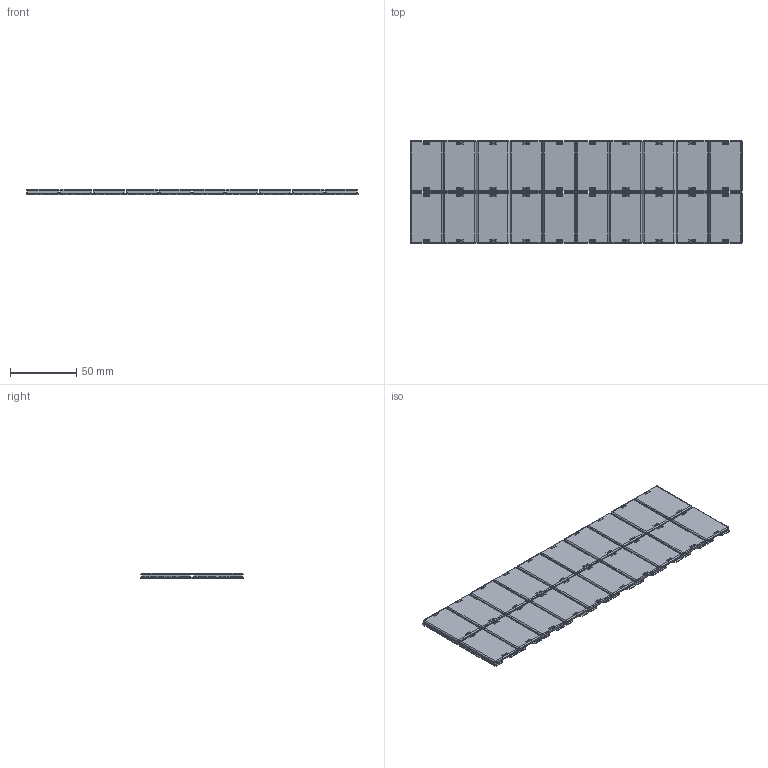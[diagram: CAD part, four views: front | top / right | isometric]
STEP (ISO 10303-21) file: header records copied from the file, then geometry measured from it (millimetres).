
FILE_DESCRIPTION (( 'STEP AP203' ), '1' );
FILE_NAME ('sone3D.STEP', '2015-08-11T01:43:36', ( '' ), ( '' ), 'SwSTEP 2.0', 'SolidWorks 2012', '' );
FILE_SCHEMA (( 'CONFIG_CONTROL_DESIGN' ));
Length unit declared in the file: millimetre
Products named in the file (3): sone3D; C-26-P-UL僇僶乕_C-26-P-1-UL僇僶乕; C-26-P-UL儀乕僗_C-26-P-20-UL儀乕僗
Assembly tree (21 placements, depth 2):
  sone3D
    C-26-P-UL儀乕僗_C-26-P-20-UL儀乕僗
    C-26-P-UL僇僶乕_C-26-P-1-UL僇僶乕  x20
Bounding box: 250 x 78 x 3.8 mm (x, y, z)
Volume: 54074.9 mm3; surface area: 91531.8 mm2
Topology: 30 solids, 30 shells, 2576 faces, 6920 edges, 4274 vertices
Faces by surface type: plane 1696, cylinder 640, cone 80, torus 80, sphere 80
Entity records: 54185 total; most frequent: CARTESIAN_POINT 9287, ORIENTED_EDGE 9272, DIRECTION 9030, EDGE_CURVE 4636, VECTOR 3732, LINE 3732, VERTEX_POINT 2906, AXIS2_PLACEMENT_3D 2649
